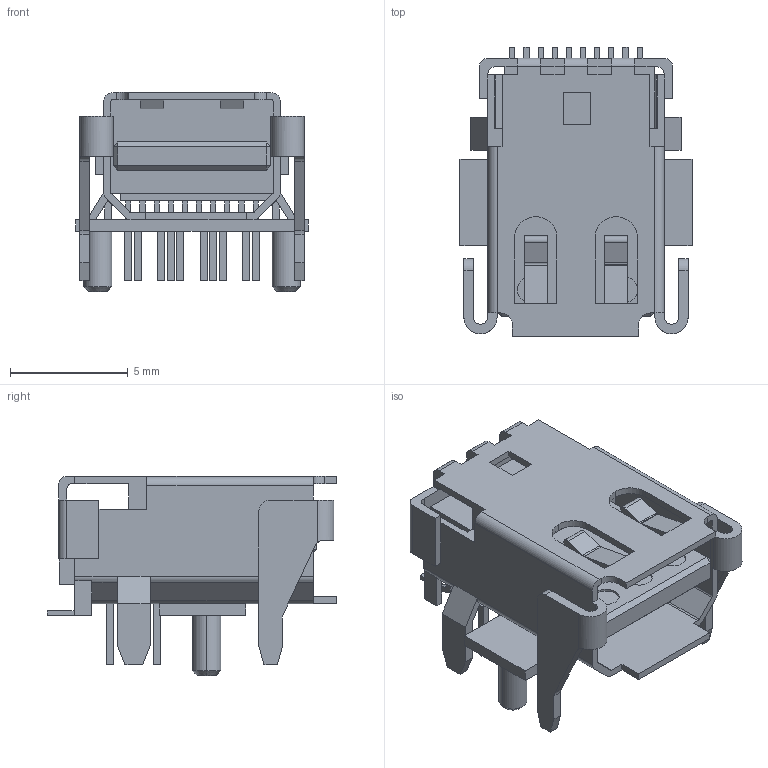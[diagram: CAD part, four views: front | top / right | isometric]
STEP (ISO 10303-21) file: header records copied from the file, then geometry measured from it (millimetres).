
FILE_DESCRIPTION (( 'STEP AP214' ), '1' );
FILE_NAME ('CONN-SMD_3VM11201-D730-7H.step', '2022-07-29T13:21:11', ( '' ), ( '' ), 'SwSTEP 2.0', 'SolidWorks 2020', '' );
FILE_SCHEMA (( 'AUTOMOTIVE_DESIGN' ));
Length unit declared in the file: millimetre
Products named in the file (1): CONN-SMD_3VM11201-D730-7H
Bounding box: 9.85 x 12.29 x 8.45 mm (x, y, z)
Volume: 274.6 mm3; surface area: 934 mm2
Topology: 14 solids, 14 shells, 752 faces, 2096 edges, 1384 vertices
Faces by surface type: plane 536, bspline 114, cylinder 98, cone 4
Entity records: 33206 total; most frequent: CARTESIAN_POINT 6617, ORIENTED_EDGE 4192, DIRECTION 3354, EDGE_CURVE 2096, LINE 1640, VECTOR 1640, VERTEX_POINT 1384, AXIS2_PLACEMENT_3D 857
